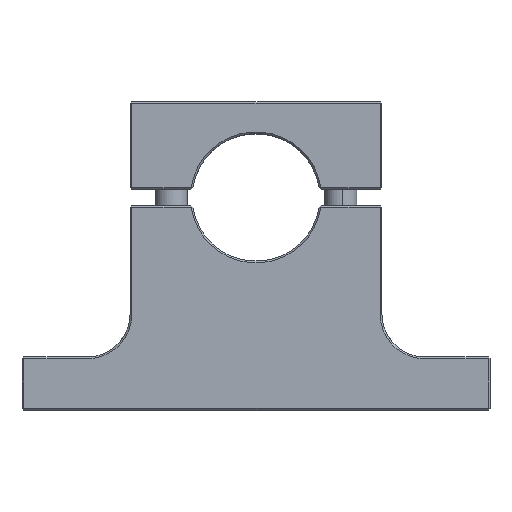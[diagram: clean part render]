
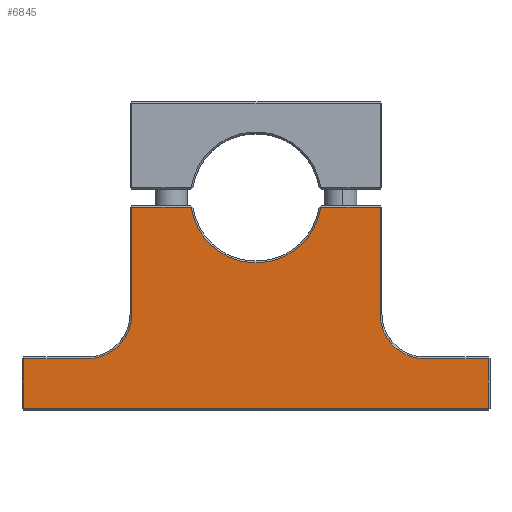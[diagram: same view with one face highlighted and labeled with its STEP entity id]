
A CAD part, top view. The second image highlights one B-rep face of the part: STEP entity #6845.
In plain terms, the highlighted planar face has unit normal (0, 0, 1).
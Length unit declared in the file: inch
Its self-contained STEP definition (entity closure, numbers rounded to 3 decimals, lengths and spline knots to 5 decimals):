
#190 = LINE ( 'NONE', #6609, #7053 ) ;
#197 = LINE ( 'NONE', #5408, #5078 ) ;
#232 = LINE ( 'NONE', #8297, #4603 ) ;
#302 = DIRECTION ( 'NONE',  ( 0., 0., 1. ) ) ;
#306 = VECTOR ( 'NONE', #1226, 39.37008 ) ;
#358 = VERTEX_POINT ( 'NONE', #732 ) ;
#455 = VECTOR ( 'NONE', #6419, 39.37008 ) ;
#549 = CARTESIAN_POINT ( 'NONE',  ( 0., -0.9475, 0.375 ) ) ;
#649 = AXIS2_PLACEMENT_3D ( 'NONE', #4285, #302, #4962 ) ;
#655 = EDGE_LOOP ( 'NONE', ( #1356, #7627, #7865, #6325, #1916, #1912, #6330, #7234, #3195, #1905, #4589, #3203 ) ) ;
#732 = CARTESIAN_POINT ( 'NONE',  ( 1.365, -0.9475, 0.375 ) ) ;
#959 = LINE ( 'NONE', #3680, #6274 ) ;
#987 = VERTEX_POINT ( 'NONE', #7768 ) ;
#1031 = EDGE_CURVE ( 'NONE', #6045, #1955, #5504, .T. ) ;
#1188 = EDGE_CURVE ( 'NONE', #1955, #358, #197, .T. ) ;
#1215 = VERTEX_POINT ( 'NONE', #8120 ) ;
#1226 = DIRECTION ( 'NONE',  ( -1., 0., 0. ) ) ;
#1277 = CIRCLE ( 'NONE', #5714, 0.26 ) ;
#1356 = ORIENTED_EDGE ( 'NONE', *, *, #8524, .T. ) ;
#1412 = EDGE_CURVE ( 'NONE', #4951, #6045, #4678, .T. ) ;
#1544 = EDGE_CURVE ( 'NONE', #358, #2121, #190, .T. ) ;
#1863 = EDGE_CURVE ( 'NONE', #2121, #8335, #4289, .T. ) ;
#1905 = ORIENTED_EDGE ( 'NONE', *, *, #2820, .T. ) ;
#1912 = ORIENTED_EDGE ( 'NONE', *, *, #1863, .T. ) ;
#1916 = ORIENTED_EDGE ( 'NONE', *, *, #1544, .T. ) ;
#1955 = VERTEX_POINT ( 'NONE', #3747 ) ;
#1956 = VECTOR ( 'NONE', #3170, 39.37008 ) ;
#2035 = EDGE_CURVE ( 'NONE', #8335, #5571, #7612, .T. ) ;
#2088 = DIRECTION ( 'NONE',  ( 0., 1., 0. ) ) ;
#2121 = VERTEX_POINT ( 'NONE', #8624 ) ;
#2200 = EDGE_CURVE ( 'NONE', #6581, #987, #6455, .T. ) ;
#2431 = CARTESIAN_POINT ( 'NONE',  ( 0., -0.05688, 0.375 ) ) ;
#2467 = DIRECTION ( 'NONE',  ( 0., 1., 0. ) ) ;
#2504 = VECTOR ( 'NONE', #2467, 39.37008 ) ;
#2766 = CARTESIAN_POINT ( 'NONE',  ( 0., 0., 0.375 ) ) ;
#2809 = AXIS2_PLACEMENT_3D ( 'NONE', #2766, #7411, #3427 ) ;
#2820 = EDGE_CURVE ( 'NONE', #987, #8496, #7346, .T. ) ;
#3083 = VERTEX_POINT ( 'NONE', #6687 ) ;
#3170 = DIRECTION ( 'NONE',  ( 1., 0., 0. ) ) ;
#3195 = ORIENTED_EDGE ( 'NONE', *, *, #2200, .T. ) ;
#3203 = ORIENTED_EDGE ( 'NONE', *, *, #7487, .T. ) ;
#3382 = EDGE_CURVE ( 'NONE', #5571, #6581, #959, .T. ) ;
#3427 = DIRECTION ( 'NONE',  ( 1., 0., 0. ) ) ;
#3436 = CARTESIAN_POINT ( 'NONE',  ( -0.99, -0.6875, 0.375 ) ) ;
#3488 = CARTESIAN_POINT ( 'NONE',  ( 0.99, -0.6875, 0.375 ) ) ;
#3680 = CARTESIAN_POINT ( 'NONE',  ( 0., -0.05688, 0.375 ) ) ;
#3747 = CARTESIAN_POINT ( 'NONE',  ( 1.365, -1.24, 0.375 ) ) ;
#3823 = DIRECTION ( 'NONE',  ( 0., -1., 0. ) ) ;
#3880 = CARTESIAN_POINT ( 'NONE',  ( -0.73, -0.05688, 0.375 ) ) ;
#4108 = DIRECTION ( 'NONE',  ( 1., 0., 0. ) ) ;
#4162 = DIRECTION ( 'NONE',  ( 1., 0., 0. ) ) ;
#4285 = CARTESIAN_POINT ( 'NONE',  ( 0., -0.78026, 0.375 ) ) ;
#4289 = CIRCLE ( 'NONE', #7754, 0.26 ) ;
#4303 = CARTESIAN_POINT ( 'NONE',  ( 0.73, -0.05688, 0.375 ) ) ;
#4308 = DIRECTION ( 'NONE',  ( 0., -1., 0. ) ) ;
#4509 = CARTESIAN_POINT ( 'NONE',  ( 0., -1.24, 0.375 ) ) ;
#4589 = ORIENTED_EDGE ( 'NONE', *, *, #4929, .T. ) ;
#4603 = VECTOR ( 'NONE', #4308, 39.37008 ) ;
#4678 = LINE ( 'NONE', #8467, #6432 ) ;
#4929 = EDGE_CURVE ( 'NONE', #8496, #1215, #232, .T. ) ;
#4951 = VERTEX_POINT ( 'NONE', #6844 ) ;
#4962 = DIRECTION ( 'NONE',  ( 1., 0., 0. ) ) ;
#5078 = VECTOR ( 'NONE', #2088, 39.37008 ) ;
#5270 = DIRECTION ( 'NONE',  ( -1., 0., 0. ) ) ;
#5408 = CARTESIAN_POINT ( 'NONE',  ( 1.365, -0.78026, 0.375 ) ) ;
#5411 = CARTESIAN_POINT ( 'NONE',  ( -1.365, -1.24, 0.375 ) ) ;
#5504 = LINE ( 'NONE', #4509, #1956 ) ;
#5571 = VERTEX_POINT ( 'NONE', #4303 ) ;
#5590 = PLANE ( 'NONE',  #649 ) ;
#5609 = LINE ( 'NONE', #549, #306 ) ;
#5714 = AXIS2_PLACEMENT_3D ( 'NONE', #3436, #8107, #4108 ) ;
#5978 = FACE_OUTER_BOUND ( 'NONE', #655, .T. ) ;
#6045 = VERTEX_POINT ( 'NONE', #5411 ) ;
#6097 = CARTESIAN_POINT ( 'NONE',  ( 0.38077, -0.05687, 0.37501 ) ) ;
#6246 = CARTESIAN_POINT ( 'NONE',  ( 0.73, -0.6875, 0.375 ) ) ;
#6274 = VECTOR ( 'NONE', #7667, 39.37008 ) ;
#6325 = ORIENTED_EDGE ( 'NONE', *, *, #1188, .T. ) ;
#6330 = ORIENTED_EDGE ( 'NONE', *, *, #2035, .T. ) ;
#6419 = DIRECTION ( 'NONE',  ( -1., 0., 0. ) ) ;
#6432 = VECTOR ( 'NONE', #3823, 39.37008 ) ;
#6455 = CIRCLE ( 'NONE', #2809, 0.385 ) ;
#6581 = VERTEX_POINT ( 'NONE', #6097 ) ;
#6609 = CARTESIAN_POINT ( 'NONE',  ( 0., -0.9475, 0.375 ) ) ;
#6687 = CARTESIAN_POINT ( 'NONE',  ( -0.99, -0.9475, 0.375 ) ) ;
#6844 = CARTESIAN_POINT ( 'NONE',  ( -1.365, -0.9475, 0.375 ) ) ;
#6845 = ADVANCED_FACE ( 'NONE', ( #5978 ), #5590, .T. ) ;
#7053 = VECTOR ( 'NONE', #5270, 39.37008 ) ;
#7123 = CARTESIAN_POINT ( 'NONE',  ( 0.73, -0.78026, 0.375 ) ) ;
#7234 = ORIENTED_EDGE ( 'NONE', *, *, #3382, .T. ) ;
#7346 = LINE ( 'NONE', #2431, #455 ) ;
#7411 = DIRECTION ( 'NONE',  ( 0., 0., -1. ) ) ;
#7487 = EDGE_CURVE ( 'NONE', #1215, #3083, #1277, .T. ) ;
#7612 = LINE ( 'NONE', #7123, #2504 ) ;
#7627 = ORIENTED_EDGE ( 'NONE', *, *, #1412, .T. ) ;
#7667 = DIRECTION ( 'NONE',  ( -1., 0., 0. ) ) ;
#7754 = AXIS2_PLACEMENT_3D ( 'NONE', #3488, #8154, #4162 ) ;
#7768 = CARTESIAN_POINT ( 'NONE',  ( -0.38077, -0.05687, 0.37501 ) ) ;
#7865 = ORIENTED_EDGE ( 'NONE', *, *, #1031, .T. ) ;
#8107 = DIRECTION ( 'NONE',  ( 0., 0., -1. ) ) ;
#8120 = CARTESIAN_POINT ( 'NONE',  ( -0.73, -0.6875, 0.375 ) ) ;
#8154 = DIRECTION ( 'NONE',  ( 0., 0., -1. ) ) ;
#8297 = CARTESIAN_POINT ( 'NONE',  ( -0.73, -0.78026, 0.375 ) ) ;
#8335 = VERTEX_POINT ( 'NONE', #6246 ) ;
#8467 = CARTESIAN_POINT ( 'NONE',  ( -1.365, -0.78026, 0.375 ) ) ;
#8496 = VERTEX_POINT ( 'NONE', #3880 ) ;
#8524 = EDGE_CURVE ( 'NONE', #3083, #4951, #5609, .T. ) ;
#8624 = CARTESIAN_POINT ( 'NONE',  ( 0.99, -0.9475, 0.375 ) ) ;
